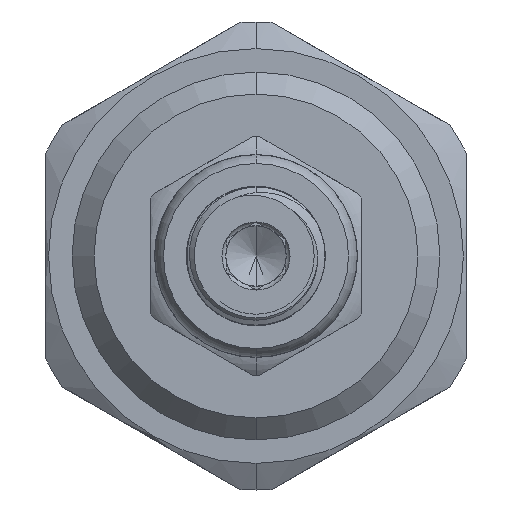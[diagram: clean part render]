
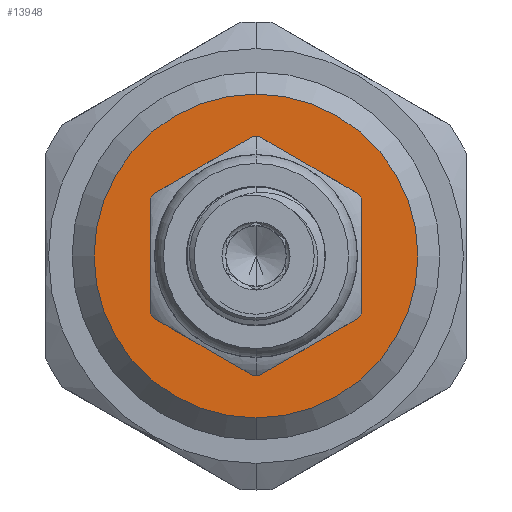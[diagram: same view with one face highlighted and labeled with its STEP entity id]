
A CAD part, left-side view. The second image highlights one B-rep face of the part: STEP entity #13948.
In plain terms, the highlighted planar face has unit normal (-1, 0, 0).
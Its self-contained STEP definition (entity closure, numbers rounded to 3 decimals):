
#591 = AXIS2_PLACEMENT_3D ( 'NONE', #9992, #1893, #11362 ) ;
#1268 = ORIENTED_EDGE ( 'NONE', *, *, #11470, .F. ) ;
#1890 = CARTESIAN_POINT ( 'NONE',  ( 0., 0., 11. ) ) ;
#1893 = DIRECTION ( 'NONE',  ( 1., 0., 0. ) ) ;
#1915 = CARTESIAN_POINT ( 'NONE',  ( 0., 0., 0. ) ) ;
#2423 = DIRECTION ( 'NONE',  ( 1., 0., 0. ) ) ;
#2486 = CARTESIAN_POINT ( 'NONE',  ( 0., 0., 0. ) ) ;
#3224 = VERTEX_POINT ( 'NONE', #3452 ) ;
#3452 = CARTESIAN_POINT ( 'NONE',  ( 0., 0., -11. ) ) ;
#4170 = FACE_BOUND ( 'NONE', #10735, .T. ) ;
#4291 = CARTESIAN_POINT ( 'NONE',  ( 0., 0., 0. ) ) ;
#5816 = PLANE ( 'NONE',  #10065 ) ;
#5957 = CIRCLE ( 'NONE', #7831, 6.875 ) ;
#6693 = ORIENTED_EDGE ( 'NONE', *, *, #6746, .T. ) ;
#6746 = EDGE_CURVE ( 'NONE', #9578, #16304, #5957, .T. ) ;
#7122 = ORIENTED_EDGE ( 'NONE', *, *, #17227, .F. ) ;
#7179 = DIRECTION ( 'NONE',  ( 0., 0., -1. ) ) ;
#7831 = AXIS2_PLACEMENT_3D ( 'NONE', #2486, #2423, #14620 ) ;
#8079 = DIRECTION ( 'NONE',  ( 1., 0., 0. ) ) ;
#8306 = DIRECTION ( 'NONE',  ( 0., 0., -1. ) ) ;
#8426 = AXIS2_PLACEMENT_3D ( 'NONE', #1915, #15359, #7179 ) ;
#9470 = AXIS2_PLACEMENT_3D ( 'NONE', #12199, #8079, #8306 ) ;
#9578 = VERTEX_POINT ( 'NONE', #13438 ) ;
#9992 = CARTESIAN_POINT ( 'NONE',  ( 0., 0., 0. ) ) ;
#10065 = AXIS2_PLACEMENT_3D ( 'NONE', #4291, #13936, #15289 ) ;
#10081 = FACE_OUTER_BOUND ( 'NONE', #14382, .T. ) ;
#10330 = CIRCLE ( 'NONE', #9470, 11. ) ;
#10392 = EDGE_CURVE ( 'NONE', #16304, #9578, #10551, .T. ) ;
#10526 = ORIENTED_EDGE ( 'NONE', *, *, #10392, .T. ) ;
#10551 = CIRCLE ( 'NONE', #8426, 6.875 ) ;
#10735 = EDGE_LOOP ( 'NONE', ( #6693, #10526 ) ) ;
#11362 = DIRECTION ( 'NONE',  ( 0., 0., -1. ) ) ;
#11470 = EDGE_CURVE ( 'NONE', #3224, #15077, #10330, .T. ) ;
#11883 = CARTESIAN_POINT ( 'NONE',  ( 0., 0., -6.875 ) ) ;
#12199 = CARTESIAN_POINT ( 'NONE',  ( 0., 0., 0. ) ) ;
#13438 = CARTESIAN_POINT ( 'NONE',  ( 0., 0., 6.875 ) ) ;
#13936 = DIRECTION ( 'NONE',  ( -1., 0., 0. ) ) ;
#13948 = ADVANCED_FACE ( 'NONE', ( #4170, #10081 ), #5816, .T. ) ;
#14382 = EDGE_LOOP ( 'NONE', ( #1268, #7122 ) ) ;
#14620 = DIRECTION ( 'NONE',  ( 0., 0., -1. ) ) ;
#15077 = VERTEX_POINT ( 'NONE', #1890 ) ;
#15289 = DIRECTION ( 'NONE',  ( 0., 0., 1. ) ) ;
#15359 = DIRECTION ( 'NONE',  ( 1., 0., 0. ) ) ;
#16304 = VERTEX_POINT ( 'NONE', #11883 ) ;
#17227 = EDGE_CURVE ( 'NONE', #15077, #3224, #17232, .T. ) ;
#17232 = CIRCLE ( 'NONE', #591, 11. ) ;
